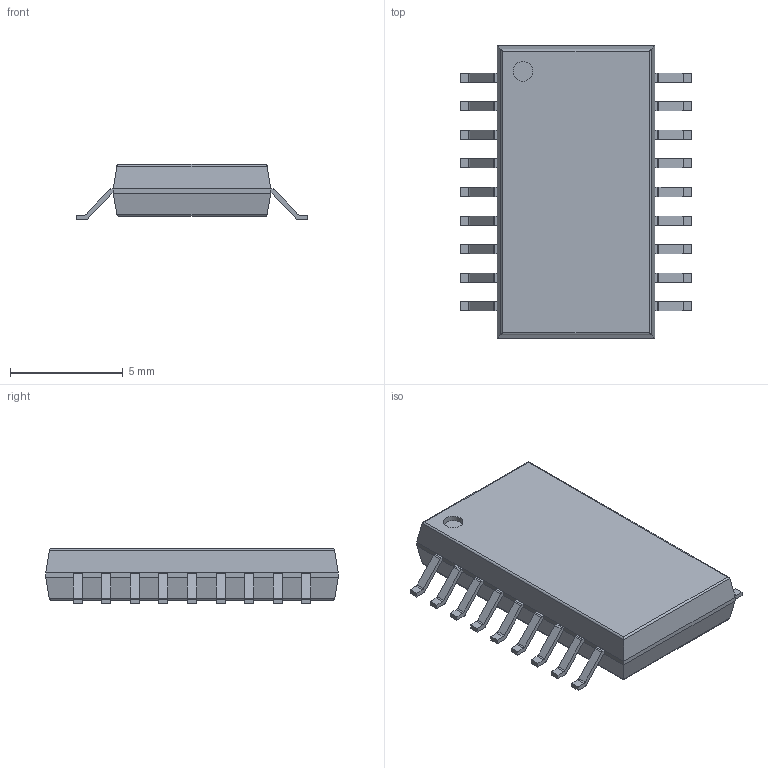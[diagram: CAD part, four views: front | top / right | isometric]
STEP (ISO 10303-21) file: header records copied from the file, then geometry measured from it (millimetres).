
FILE_DESCRIPTION(('FreeCAD Model'),'2;1');
FILE_NAME('681382.1.1.stp','2022-04-11T07:17:57',( 'Author'),(''),'Open CASCADE STEP processor 6.9','FreeCAD','Unknown' );
FILE_SCHEMA(('AUTOMOTIVE_DESIGN { 1 0 10303 214 1 1 1 1 }'));
Length unit declared in the file: millimetre
Products named in the file (3): ASSEMBLY; Body; PinsArrayLR
Assembly tree (2 placements, depth 2):
  ASSEMBLY
    Body
    PinsArrayLR
Bounding box: 10.3 x 13 x 2.45 mm (x, y, z)
Volume: 204.9 mm3; surface area: 307.8 mm2
Topology: 19 solids, 19 shells, 258 faces, 641 edges, 422 vertices
Faces by surface type: plane 195, cylinder 63
Full cylindrical faces by diameter (mm): 0.875 x1
Entity records: 16331 total; most frequent: CARTESIAN_POINT 3098, DIRECTION 2453, LINE 1639, VECTOR 1639, ORIENTED_EDGE 1282, PCURVE 1282, DEFINITIONAL_REPRESENTATION 1282, EDGE_CURVE 641
